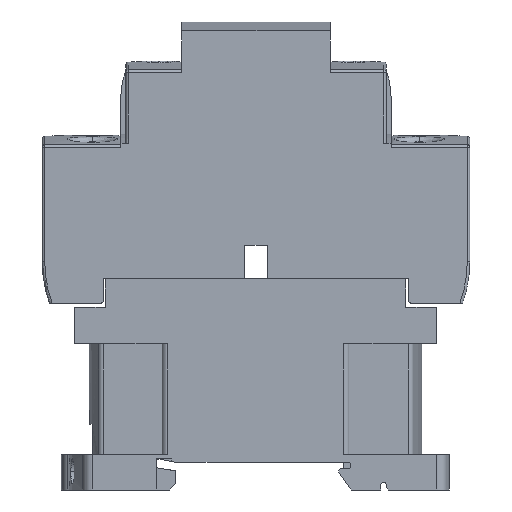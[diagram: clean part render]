
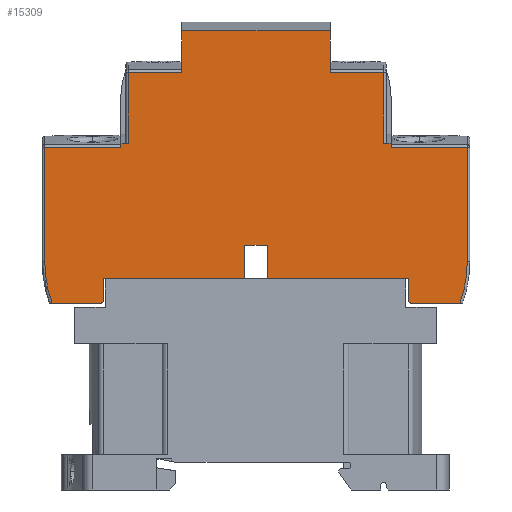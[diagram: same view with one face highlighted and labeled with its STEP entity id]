
A CAD part, left-side view. The second image highlights one B-rep face of the part: STEP entity #15309.
In plain terms, the highlighted face is planar.
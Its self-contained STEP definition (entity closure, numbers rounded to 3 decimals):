
#6011=CARTESIAN_POINT('',(40.398,-22.4,0.));
#6020=DIRECTION('',(1.,0.,0.));
#6021=VECTOR('',#6020,9.198);
#6022=CARTESIAN_POINT('',(31.2,-22.4,0.));
#6023=LINE('',#6022,#6021);
#6049=DIRECTION('',(1.,0.,0.));
#6050=VECTOR('',#6049,9.198);
#6051=CARTESIAN_POINT('',(-40.398,-22.4,0.));
#6052=LINE('',#6051,#6050);
#6060=CARTESIAN_POINT('',(-40.398,-22.4,0.));
#6748=DIRECTION('',(0.,0.,-1.));
#6749=VECTOR('',#6748,0.774);
#6750=CARTESIAN_POINT('',(-26.8,-22.4,-31.075));
#6751=LINE('',#6750,#6749);
#7420=DIRECTION('',(1.,0.,0.));
#7421=VECTOR('',#7420,10.614);
#7422=CARTESIAN_POINT('',(-25.3,-22.4,-45.922));
#7423=LINE('',#7422,#7421);
#7424=DIRECTION('',(0.,0.,-1.));
#7425=VECTOR('',#7424,14.073);
#7426=CARTESIAN_POINT('',(-25.3,-22.4,-31.85));
#7427=LINE('',#7426,#7425);
#7428=DIRECTION('',(1.,0.,0.));
#7429=VECTOR('',#7428,15.1);
#7430=CARTESIAN_POINT('',(-41.9,-22.4,-31.075));
#7431=LINE('',#7430,#7429);
#7432=DIRECTION('',(0.,0.,-1.));
#7433=VECTOR('',#7432,22.629);
#7434=CARTESIAN_POINT('',(-41.9,-22.4,-8.446));
#7435=LINE('',#7434,#7433);
#7436=CARTESIAN_POINT('',(-17.4,-22.4,-8.446));
#7437=DIRECTION('',(0.,-1.,0.));
#7438=DIRECTION('',(-0.939,0.,0.345));
#7439=AXIS2_PLACEMENT_3D('',#7436,#7437,#7438);
#7441=CARTESIAN_POINT('',(-31.2,-22.4,-1.));
#7442=DIRECTION('',(0.,1.,0.));
#7443=DIRECTION('',(0.,0.,1.));
#7444=AXIS2_PLACEMENT_3D('',#7441,#7442,#7443);
#7446=DIRECTION('',(0.,0.,1.));
#7447=VECTOR('',#7446,4.);
#7448=CARTESIAN_POINT('',(-30.2,-22.4,-5.));
#7449=LINE('',#7448,#7447);
#7450=DIRECTION('',(-1.,0.,0.));
#7451=VECTOR('',#7450,28.);
#7452=CARTESIAN_POINT('',(-2.2,-22.4,-5.));
#7453=LINE('',#7452,#7451);
#7454=DIRECTION('',(0.,0.,1.));
#7455=VECTOR('',#7454,6.6);
#7456=CARTESIAN_POINT('',(-2.2,-22.4,-11.6));
#7457=LINE('',#7456,#7455);
#7458=DIRECTION('',(-1.,0.,0.));
#7459=VECTOR('',#7458,4.4);
#7460=CARTESIAN_POINT('',(2.2,-22.4,-11.6));
#7461=LINE('',#7460,#7459);
#7462=DIRECTION('',(0.,0.,-1.));
#7463=VECTOR('',#7462,6.6);
#7464=CARTESIAN_POINT('',(2.2,-22.4,-5.));
#7465=LINE('',#7464,#7463);
#7466=DIRECTION('',(-1.,0.,0.));
#7467=VECTOR('',#7466,28.);
#7468=CARTESIAN_POINT('',(30.2,-22.4,-5.));
#7469=LINE('',#7468,#7467);
#7470=DIRECTION('',(0.,0.,-1.));
#7471=VECTOR('',#7470,4.);
#7472=CARTESIAN_POINT('',(30.2,-22.4,-1.));
#7473=LINE('',#7472,#7471);
#7474=CARTESIAN_POINT('',(31.2,-22.4,-1.));
#7475=DIRECTION('',(0.,1.,0.));
#7476=DIRECTION('',(-1.,0.,0.));
#7477=AXIS2_PLACEMENT_3D('',#7474,#7475,#7476);
#7479=CARTESIAN_POINT('',(17.4,-22.4,-8.446));
#7480=DIRECTION('',(0.,-1.,0.));
#7481=DIRECTION('',(1.,0.,0.));
#7482=AXIS2_PLACEMENT_3D('',#7479,#7480,#7481);
#7484=DIRECTION('',(0.,0.,1.));
#7485=VECTOR('',#7484,22.629);
#7486=CARTESIAN_POINT('',(41.9,-22.4,-31.075));
#7487=LINE('',#7486,#7485);
#7488=DIRECTION('',(1.,0.,0.));
#7489=VECTOR('',#7488,15.11);
#7490=CARTESIAN_POINT('',(26.79,-22.4,-31.075));
#7491=LINE('',#7490,#7489);
#7492=DIRECTION('',(0.,0.,1.));
#7493=VECTOR('',#7492,14.077);
#7494=CARTESIAN_POINT('',(25.3,-22.4,-45.922));
#7495=LINE('',#7494,#7493);
#7496=DIRECTION('',(1.,0.,0.));
#7497=VECTOR('',#7496,10.614);
#7498=CARTESIAN_POINT('',(14.686,-22.4,-45.922));
#7499=LINE('',#7498,#7497);
#7500=DIRECTION('',(1.,0.,0.));
#7501=VECTOR('',#7500,29.372);
#7502=CARTESIAN_POINT('',(-14.686,-22.4,-54.164));
#7503=LINE('',#7502,#7501);
#7636=DIRECTION('',(0.,0.,-1.));
#7637=VECTOR('',#7636,8.241);
#7638=CARTESIAN_POINT('',(-14.686,-22.4,-45.922));
#7639=LINE('',#7638,#7637);
#7659=DIRECTION('',(0.,0.,1.));
#7660=VECTOR('',#7659,8.241);
#7661=CARTESIAN_POINT('',(14.686,-22.4,-54.164));
#7662=LINE('',#7661,#7660);
#8329=DIRECTION('',(1.,0.,0.));
#8330=VECTOR('',#8329,1.49);
#8331=CARTESIAN_POINT('',(25.3,-22.4,-31.845));
#8332=LINE('',#8331,#8330);
#8369=DIRECTION('',(0.,0.,1.));
#8370=VECTOR('',#8369,0.77);
#8371=CARTESIAN_POINT('',(26.79,-22.4,-31.845));
#8372=LINE('',#8371,#8370);
#11223=DIRECTION('',(1.,0.,0.));
#11224=VECTOR('',#11223,1.5);
#11225=CARTESIAN_POINT('',(-26.8,-22.4,-31.85));
#11226=LINE('',#11225,#11224);
#12117=CARTESIAN_POINT('',(31.2,-22.4,0.));
#12119=VERTEX_POINT('',#12117);
#12121=CARTESIAN_POINT('',(-31.2,-22.4,0.));
#12123=VERTEX_POINT('',#12121);
#12125=CARTESIAN_POINT('',(30.2,-22.4,-1.));
#12126=VERTEX_POINT('',#12125);
#12127=CARTESIAN_POINT('',(30.2,-22.4,-5.));
#12128=VERTEX_POINT('',#12127);
#12129=CARTESIAN_POINT('',(2.2,-22.4,-5.));
#12130=VERTEX_POINT('',#12129);
#12131=CARTESIAN_POINT('',(2.2,-22.4,-11.6));
#12132=VERTEX_POINT('',#12131);
#12133=CARTESIAN_POINT('',(-2.2,-22.4,-11.6));
#12134=VERTEX_POINT('',#12133);
#12135=CARTESIAN_POINT('',(-2.2,-22.4,-5.));
#12136=VERTEX_POINT('',#12135);
#12137=CARTESIAN_POINT('',(-30.2,-22.4,-5.));
#12138=VERTEX_POINT('',#12137);
#12139=CARTESIAN_POINT('',(-30.2,-22.4,-1.));
#12140=VERTEX_POINT('',#12139);
#12685=CARTESIAN_POINT('',(-14.686,-22.4,-54.164));
#12686=CARTESIAN_POINT('',(14.686,-22.4,-54.164));
#12687=VERTEX_POINT('',#12685);
#12688=VERTEX_POINT('',#12686);
#13017=CARTESIAN_POINT('',(26.79,-22.4,-31.845));
#13019=VERTEX_POINT('',#13017);
#13063=CARTESIAN_POINT('',(-26.8,-22.4,-31.85));
#13064=VERTEX_POINT('',#13063);
#13375=VERTEX_POINT('',#6011);
#13379=CARTESIAN_POINT('',(41.9,-22.4,-8.446));
#13380=VERTEX_POINT('',#13379);
#13381=CARTESIAN_POINT('',(41.9,-22.4,-31.075));
#13382=VERTEX_POINT('',#13381);
#13385=CARTESIAN_POINT('',(26.79,-22.4,-31.075));
#13386=VERTEX_POINT('',#13385);
#13408=VERTEX_POINT('',#6060);
#13409=CARTESIAN_POINT('',(-41.9,-22.4,-8.446));
#13410=VERTEX_POINT('',#13409);
#13415=CARTESIAN_POINT('',(-41.9,-22.4,-31.075));
#13416=VERTEX_POINT('',#13415);
#13421=CARTESIAN_POINT('',(-26.8,-22.4,-31.075));
#13422=VERTEX_POINT('',#13421);
#13433=CARTESIAN_POINT('',(25.3,-22.4,-45.922));
#13434=CARTESIAN_POINT('',(25.3,-22.4,-31.845));
#13435=VERTEX_POINT('',#13433);
#13436=VERTEX_POINT('',#13434);
#13451=CARTESIAN_POINT('',(14.686,-22.4,-45.922));
#13452=VERTEX_POINT('',#13451);
#13461=CARTESIAN_POINT('',(-25.3,-22.4,-45.922));
#13462=CARTESIAN_POINT('',(-14.686,-22.4,-45.922));
#13463=VERTEX_POINT('',#13461);
#13464=VERTEX_POINT('',#13462);
#13479=CARTESIAN_POINT('',(-25.3,-22.4,-31.85));
#13480=VERTEX_POINT('',#13479);
#15251=CARTESIAN_POINT('',(-42.4,-22.4,0.));
#15252=DIRECTION('',(0.,-1.,0.));
#15253=DIRECTION('',(1.,0.,0.));
#15254=AXIS2_PLACEMENT_3D('',#15251,#15252,#15253);
#15255=PLANE('',#15254);
#15257=ORIENTED_EDGE('',*,*,#15256,.F.);
#15259=ORIENTED_EDGE('',*,*,#15258,.F.);
#15261=ORIENTED_EDGE('',*,*,#15260,.F.);
#15262=ORIENTED_EDGE('',*,*,#14525,.F.);
#15264=ORIENTED_EDGE('',*,*,#15263,.F.);
#15265=ORIENTED_EDGE('',*,*,#15231,.F.);
#15266=ORIENTED_EDGE('',*,*,#15244,.F.);
#15267=ORIENTED_EDGE('',*,*,#13672,.T.);
#15269=ORIENTED_EDGE('',*,*,#15268,.T.);
#15271=ORIENTED_EDGE('',*,*,#15270,.F.);
#15273=ORIENTED_EDGE('',*,*,#15272,.F.);
#15275=ORIENTED_EDGE('',*,*,#15274,.F.);
#15277=ORIENTED_EDGE('',*,*,#15276,.F.);
#15279=ORIENTED_EDGE('',*,*,#15278,.F.);
#15281=ORIENTED_EDGE('',*,*,#15280,.F.);
#15283=ORIENTED_EDGE('',*,*,#15282,.F.);
#15285=ORIENTED_EDGE('',*,*,#15284,.T.);
#15286=ORIENTED_EDGE('',*,*,#13652,.T.);
#15288=ORIENTED_EDGE('',*,*,#15287,.F.);
#15290=ORIENTED_EDGE('',*,*,#15289,.F.);
#15292=ORIENTED_EDGE('',*,*,#15291,.F.);
#15294=ORIENTED_EDGE('',*,*,#15293,.F.);
#15296=ORIENTED_EDGE('',*,*,#15295,.F.);
#15298=ORIENTED_EDGE('',*,*,#15297,.F.);
#15300=ORIENTED_EDGE('',*,*,#15299,.F.);
#15302=ORIENTED_EDGE('',*,*,#15301,.F.);
#15304=ORIENTED_EDGE('',*,*,#15303,.F.);
#15306=ORIENTED_EDGE('',*,*,#15305,.F.);
#15307=EDGE_LOOP('',(#15257,#15259,#15261,#15262,#15264,#15265,#15266,#15267,
#15269,#15271,#15273,#15275,#15277,#15279,#15281,#15283,#15285,#15286,#15288,
#15290,#15292,#15294,#15296,#15298,#15300,#15302,#15304,#15306));
#15308=FACE_OUTER_BOUND('',#15307,.F.);
#15309=ADVANCED_FACE('',(#15308),#15255,.T.);
#7440=CIRCLE('',#7439,24.5);
#7445=CIRCLE('',#7444,1.);
#7478=CIRCLE('',#7477,1.);
#7483=CIRCLE('',#7482,24.5);
#13652=EDGE_CURVE('',#12119,#13375,#6023,.T.);
#13672=EDGE_CURVE('',#13408,#12123,#6052,.T.);
#14525=EDGE_CURVE('',#13422,#13064,#6751,.T.);
#15231=EDGE_CURVE('',#13410,#13416,#7435,.T.);
#15244=EDGE_CURVE('',#13408,#13410,#7440,.T.);
#15256=EDGE_CURVE('',#13463,#13464,#7423,.T.);
#15258=EDGE_CURVE('',#13480,#13463,#7427,.T.);
#15260=EDGE_CURVE('',#13064,#13480,#11226,.T.);
#15263=EDGE_CURVE('',#13416,#13422,#7431,.T.);
#15268=EDGE_CURVE('',#12123,#12140,#7445,.T.);
#15270=EDGE_CURVE('',#12138,#12140,#7449,.T.);
#15272=EDGE_CURVE('',#12136,#12138,#7453,.T.);
#15274=EDGE_CURVE('',#12134,#12136,#7457,.T.);
#15276=EDGE_CURVE('',#12132,#12134,#7461,.T.);
#15278=EDGE_CURVE('',#12130,#12132,#7465,.T.);
#15280=EDGE_CURVE('',#12128,#12130,#7469,.T.);
#15282=EDGE_CURVE('',#12126,#12128,#7473,.T.);
#15284=EDGE_CURVE('',#12126,#12119,#7478,.T.);
#15287=EDGE_CURVE('',#13380,#13375,#7483,.T.);
#15289=EDGE_CURVE('',#13382,#13380,#7487,.T.);
#15291=EDGE_CURVE('',#13386,#13382,#7491,.T.);
#15293=EDGE_CURVE('',#13019,#13386,#8372,.T.);
#15295=EDGE_CURVE('',#13436,#13019,#8332,.T.);
#15297=EDGE_CURVE('',#13435,#13436,#7495,.T.);
#15299=EDGE_CURVE('',#13452,#13435,#7499,.T.);
#15301=EDGE_CURVE('',#12688,#13452,#7662,.T.);
#15303=EDGE_CURVE('',#12687,#12688,#7503,.T.);
#15305=EDGE_CURVE('',#13464,#12687,#7639,.T.);
